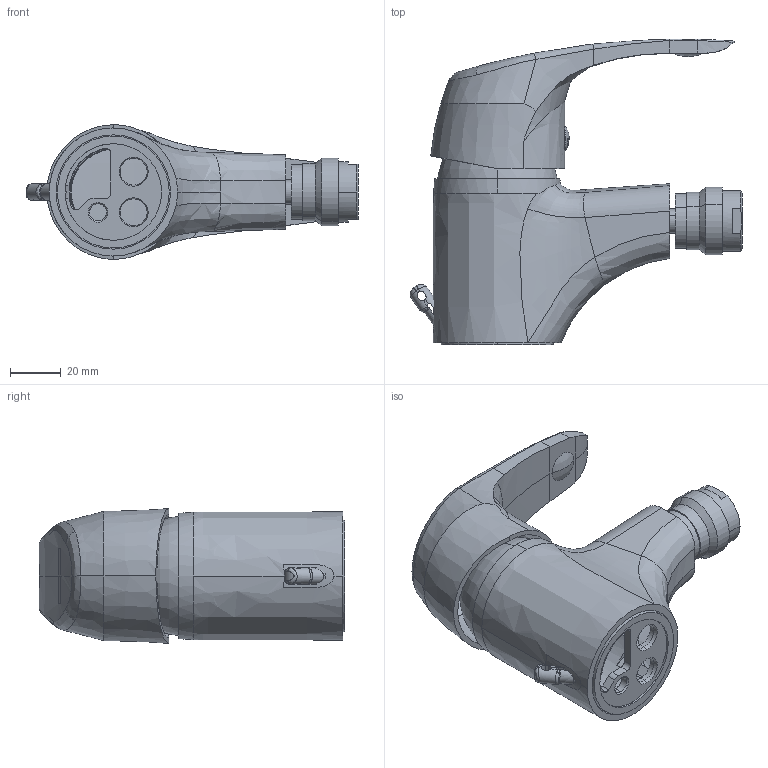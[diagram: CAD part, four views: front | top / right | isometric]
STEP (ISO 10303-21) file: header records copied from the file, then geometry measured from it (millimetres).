
FILE_DESCRIPTION (( 'STEP AP203' ), '1' );
FILE_NAME ('69-204441.STEP', '2021-02-19T06:36:36', ( '' ), ( '' ), 'SwSTEP 2.0', 'SolidWorks 2018', '' );
FILE_SCHEMA (( 'CONFIG_CONTROL_DESIGN' ));
Length unit declared in the file: millimetre
Products named in the file (1): 69-204441
Bounding box: 130.61 x 120.18 x 53 mm (x, y, z)
Volume: 82326 mm3; surface area: 67132.7 mm2
Topology: 11 solids, 11 shells, 750 faces, 2107 edges, 1384 vertices
Faces by surface type: plane 463, cylinder 147, bspline 84, cone 33, torus 13, sphere 10
Entity records: 43434 total; most frequent: CARTESIAN_POINT 24678, ORIENTED_EDGE 4204, DIRECTION 3302, EDGE_CURVE 2102, VERTEX_POINT 1381, LINE 1354, VECTOR 1354, AXIS2_PLACEMENT_3D 974
